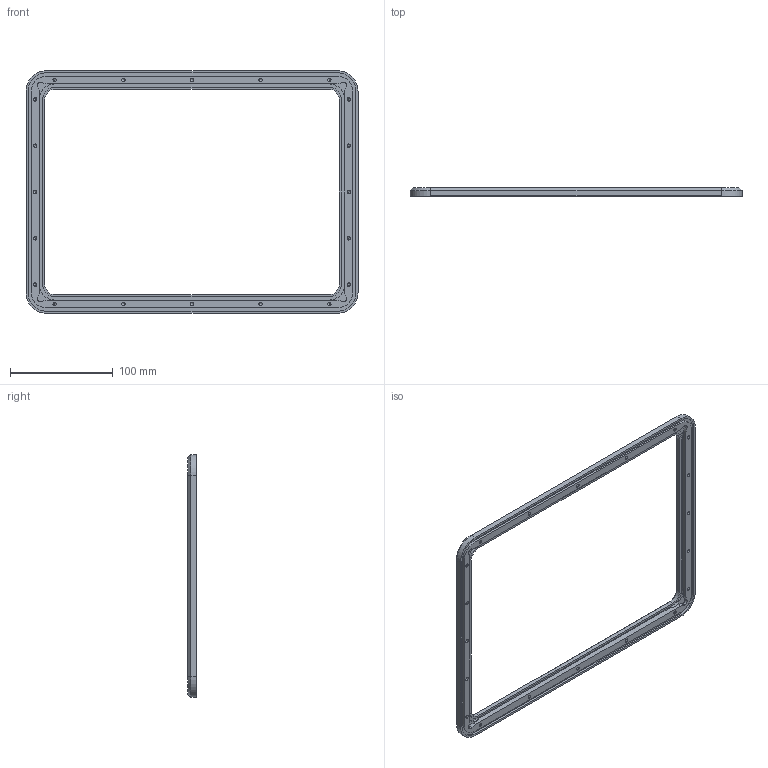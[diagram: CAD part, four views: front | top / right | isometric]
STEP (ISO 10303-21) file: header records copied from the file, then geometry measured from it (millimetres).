
FILE_DESCRIPTION (( 'STEP AP214' ), '1' );
FILE_NAME ('WindowFrame.STEP', '2024-10-09T10:46:10', ( '' ), ( '' ), 'SwSTEP 2.0', 'SolidWorks 2024', '' );
FILE_SCHEMA (( 'AUTOMOTIVE_DESIGN' ));
Length unit declared in the file: millimetre
Products named in the file (1): WindowFrame
Bounding box: 323 x 8.2 x 236 mm (x, y, z)
Volume: 116648.5 mm3; surface area: 61344.7 mm2
Topology: 1 solids, 1 shells, 168 faces, 430 edges, 248 vertices
Faces by surface type: cylinder 78, cone 48, plane 42
Entity records: 4817 total; most frequent: DIRECTION 892, CARTESIAN_POINT 807, ORIENTED_EDGE 780, EDGE_CURVE 390, AXIS2_PLACEMENT_3D 333, VERTEX_POINT 248, LINE 226, VECTOR 226
